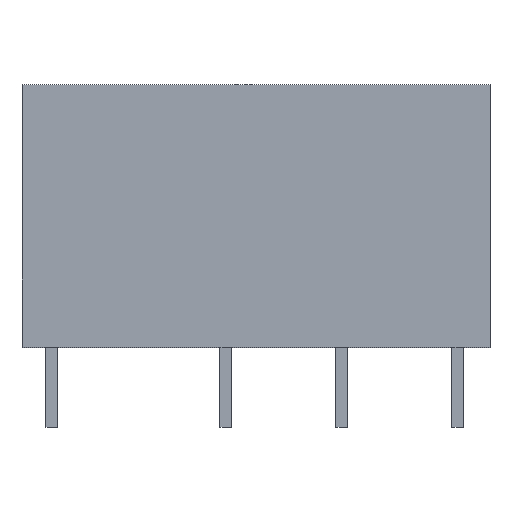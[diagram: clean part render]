
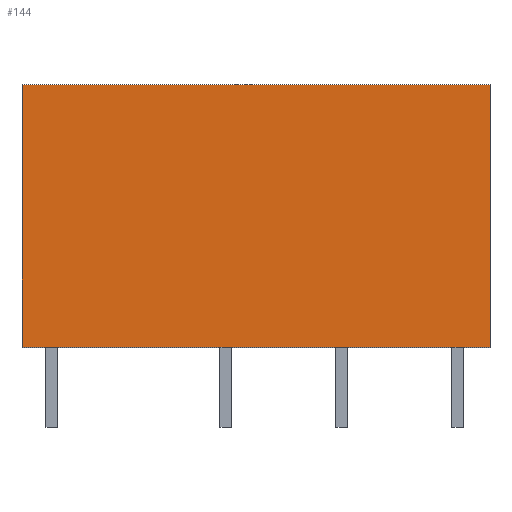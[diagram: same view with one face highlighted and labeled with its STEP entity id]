
A CAD part, top view. The second image highlights one B-rep face of the part: STEP entity #144.
In plain terms, the highlighted planar face has unit normal (0, 0, 1).
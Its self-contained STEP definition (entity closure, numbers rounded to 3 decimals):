
#144=ADVANCED_FACE('',(#298),#299,.T.);
#298=FACE_OUTER_BOUND('',#451,.T.);
#299=PLANE('',#452);
#451=EDGE_LOOP('',(#807,#808,#809,#810));
#452=AXIS2_PLACEMENT_3D('',#811,#812,#813);
#807=ORIENTED_EDGE('',*,*,#1011,.T.);
#808=ORIENTED_EDGE('',*,*,#1022,.T.);
#809=ORIENTED_EDGE('',*,*,#974,.T.);
#810=ORIENTED_EDGE('',*,*,#1001,.T.);
#811=CARTESIAN_POINT('',(0.0,5.75,5.05));
#812=DIRECTION('',(0.0,0.0,1.0));
#813=DIRECTION('',(1.0,0.0,0.0));
#974=EDGE_CURVE('',#1182,#1187,#1189,.T.);
#1001=EDGE_CURVE('',#1187,#1223,#1225,.T.);
#1011=EDGE_CURVE('',#1223,#1235,#1237,.T.);
#1022=EDGE_CURVE('',#1235,#1182,#1248,.T.);
#1182=VERTEX_POINT('',#1478);
#1187=VERTEX_POINT('',#1485);
#1189=LINE('',#1488,#1489);
#1223=VERTEX_POINT('',#1542);
#1225=LINE('',#1545,#1546);
#1235=VERTEX_POINT('',#1562);
#1237=LINE('',#1565,#1566);
#1248=LINE('',#1580,#1581);
#1478=CARTESIAN_POINT('',(-10.25,11.5,5.05));
#1485=CARTESIAN_POINT('',(-10.25,0.0,5.05));
#1488=CARTESIAN_POINT('',(-10.25,5.75,5.05));
#1489=VECTOR('',#1665,1.0);
#1542=CARTESIAN_POINT('',(10.25,0.0,5.05));
#1545=CARTESIAN_POINT('',(0.0,0.0,5.05));
#1546=VECTOR('',#1686,1.0);
#1562=CARTESIAN_POINT('',(10.25,11.5,5.05));
#1565=CARTESIAN_POINT('',(10.25,5.75,5.05));
#1566=VECTOR('',#1694,1.0);
#1580=CARTESIAN_POINT('',(0.0,11.5,5.05));
#1581=VECTOR('',#1698,1.0);
#1665=DIRECTION('',(0.0,-1.0,0.0));
#1686=DIRECTION('',(1.0,0.0,0.0));
#1694=DIRECTION('',(0.0,1.0,0.0));
#1698=DIRECTION('',(-1.0,0.0,0.0));
